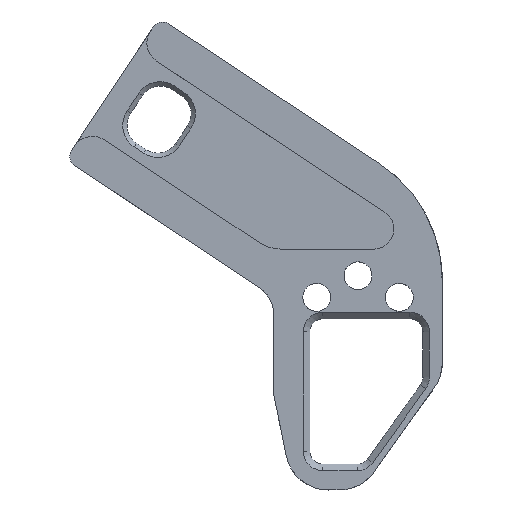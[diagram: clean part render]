
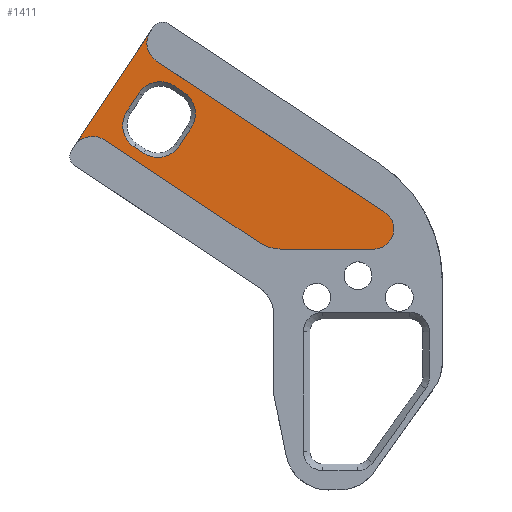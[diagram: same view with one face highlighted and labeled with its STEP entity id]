
A CAD part, top view. The second image highlights one B-rep face of the part: STEP entity #1411.
In plain terms, the highlighted planar face has unit normal (0, 0, 1).
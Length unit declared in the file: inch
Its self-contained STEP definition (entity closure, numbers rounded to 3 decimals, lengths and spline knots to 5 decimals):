
#51=FACE_BOUND('',#234,.T.);
#79=PLANE('',#1561);
#147=FACE_OUTER_BOUND('',#233,.T.);
#233=EDGE_LOOP('',(#1227,#1228,#1229,#1230,#1231,#1232,#1233,#1234));
#234=EDGE_LOOP('',(#1235,#1236,#1237,#1238,#1239,#1240,#1241,#1242));
#344=LINE('',#2479,#467);
#347=LINE('',#2487,#470);
#351=LINE('',#2499,#474);
#354=LINE('',#2508,#477);
#358=LINE('',#2520,#481);
#359=LINE('',#2524,#482);
#360=LINE('',#2528,#483);
#361=LINE('',#2531,#484);
#467=VECTOR('',#1905,0.05);
#470=VECTOR('',#1914,0.026);
#474=VECTOR('',#1926,0.05);
#477=VECTOR('',#1937,0.026);
#481=VECTOR('',#1951,0.21463);
#482=VECTOR('',#1954,0.63664);
#483=VECTOR('',#1957,0.32);
#484=VECTOR('',#1960,0.43178);
#561=CIRCLE('',#1545,0.06);
#562=CIRCLE('',#1548,0.06);
#564=CIRCLE('',#1552,0.06);
#566=CIRCLE('',#1556,0.06);
#567=CIRCLE('',#1562,0.09375);
#568=CIRCLE('',#1563,0.04688);
#569=CIRCLE('',#1564,0.05);
#570=CIRCLE('',#1565,0.05);
#683=VERTEX_POINT('',#2471);
#684=VERTEX_POINT('',#2473);
#685=VERTEX_POINT('',#2477);
#686=VERTEX_POINT('',#2481);
#687=VERTEX_POINT('',#2485);
#688=VERTEX_POINT('',#2489);
#690=VERTEX_POINT('',#2495);
#692=VERTEX_POINT('',#2501);
#694=VERTEX_POINT('',#2516);
#695=VERTEX_POINT('',#2517);
#696=VERTEX_POINT('',#2519);
#697=VERTEX_POINT('',#2521);
#698=VERTEX_POINT('',#2523);
#699=VERTEX_POINT('',#2525);
#700=VERTEX_POINT('',#2527);
#701=VERTEX_POINT('',#2529);
#866=EDGE_CURVE('',#684,#683,#561,.T.);
#868=EDGE_CURVE('',#683,#685,#344,.T.);
#870=EDGE_CURVE('',#685,#686,#562,.T.);
#872=EDGE_CURVE('',#686,#687,#347,.T.);
#875=EDGE_CURVE('',#687,#688,#564,.T.);
#878=EDGE_CURVE('',#688,#690,#351,.T.);
#881=EDGE_CURVE('',#690,#692,#566,.T.);
#883=EDGE_CURVE('',#692,#684,#354,.T.);
#887=EDGE_CURVE('',#694,#695,#567,.T.);
#888=EDGE_CURVE('',#696,#695,#358,.T.);
#889=EDGE_CURVE('',#697,#696,#568,.T.);
#890=EDGE_CURVE('',#698,#697,#359,.T.);
#891=EDGE_CURVE('',#699,#698,#569,.F.);
#892=EDGE_CURVE('',#699,#700,#360,.T.);
#893=EDGE_CURVE('',#701,#700,#570,.F.);
#894=EDGE_CURVE('',#694,#701,#361,.T.);
#1227=ORIENTED_EDGE('',*,*,#887,.T.);
#1228=ORIENTED_EDGE('',*,*,#888,.F.);
#1229=ORIENTED_EDGE('',*,*,#889,.F.);
#1230=ORIENTED_EDGE('',*,*,#890,.F.);
#1231=ORIENTED_EDGE('',*,*,#891,.F.);
#1232=ORIENTED_EDGE('',*,*,#892,.T.);
#1233=ORIENTED_EDGE('',*,*,#893,.F.);
#1234=ORIENTED_EDGE('',*,*,#894,.F.);
#1235=ORIENTED_EDGE('',*,*,#866,.F.);
#1236=ORIENTED_EDGE('',*,*,#883,.F.);
#1237=ORIENTED_EDGE('',*,*,#881,.F.);
#1238=ORIENTED_EDGE('',*,*,#878,.F.);
#1239=ORIENTED_EDGE('',*,*,#875,.F.);
#1240=ORIENTED_EDGE('',*,*,#872,.F.);
#1241=ORIENTED_EDGE('',*,*,#870,.F.);
#1242=ORIENTED_EDGE('',*,*,#868,.F.);
#1411=ADVANCED_FACE('',(#147,#51),#79,.T.);
#1545=AXIS2_PLACEMENT_3D('',#2475,#1900,#1901);
#1548=AXIS2_PLACEMENT_3D('',#2483,#1909,#1910);
#1552=AXIS2_PLACEMENT_3D('',#2493,#1920,#1921);
#1556=AXIS2_PLACEMENT_3D('',#2505,#1932,#1933);
#1561=AXIS2_PLACEMENT_3D('',#2515,#1947,#1948);
#1562=AXIS2_PLACEMENT_3D('',#2518,#1949,#1950);
#1563=AXIS2_PLACEMENT_3D('',#2522,#1952,#1953);
#1564=AXIS2_PLACEMENT_3D('',#2526,#1955,#1956);
#1565=AXIS2_PLACEMENT_3D('',#2530,#1958,#1959);
#1900=DIRECTION('center_axis',(0.,0.,1.));
#1901=DIRECTION('ref_axis',(-0.199,0.98,0.));
#1905=DIRECTION('',(-0.552,-0.834,0.));
#1909=DIRECTION('center_axis',(0.,0.,1.));
#1910=DIRECTION('ref_axis',(-0.98,-0.199,0.));
#1914=DIRECTION('',(0.834,-0.552,0.));
#1920=DIRECTION('center_axis',(0.,0.,1.));
#1921=DIRECTION('ref_axis',(0.199,-0.98,0.));
#1926=DIRECTION('',(0.552,0.834,0.));
#1932=DIRECTION('center_axis',(0.,0.,1.));
#1933=DIRECTION('ref_axis',(0.98,0.199,0.));
#1937=DIRECTION('',(-0.834,0.552,0.));
#1947=DIRECTION('center_axis',(0.,0.,1.));
#1948=DIRECTION('ref_axis',(1.,0.,0.));
#1949=DIRECTION('center_axis',(0.,0.,1.));
#1950=DIRECTION('ref_axis',(-0.288,-0.958,0.));
#1951=DIRECTION('',(-1.,0.,0.));
#1952=DIRECTION('center_axis',(0.,0.,-1.));
#1953=DIRECTION('ref_axis',(1.,0.,0.));
#1954=DIRECTION('',(0.834,-0.552,0.));
#1955=DIRECTION('center_axis',(0.,0.,-1.));
#1956=DIRECTION('ref_axis',(-0.98,-0.199,0.));
#1957=DIRECTION('',(-0.552,-0.834,0.));
#1958=DIRECTION('center_axis',(0.,0.,-1.));
#1959=DIRECTION('ref_axis',(-0.199,0.98,0.));
#1960=DIRECTION('',(-0.834,0.552,0.));
#2471=CARTESIAN_POINT('',(-0.43378,0.67264,0.05));
#2473=CARTESIAN_POINT('',(-0.35063,0.68955,0.05));
#2475=CARTESIAN_POINT('Origin',(-0.38375,0.63952,0.05));
#2477=CARTESIAN_POINT('',(-0.46138,0.63094,0.05));
#2479=CARTESIAN_POINT('',(-0.45086,0.64684,0.05));
#2481=CARTESIAN_POINT('',(-0.44446,0.54779,0.05));
#2483=CARTESIAN_POINT('Origin',(-0.41135,0.59783,0.05));
#2485=CARTESIAN_POINT('',(-0.42278,0.53344,0.05));
#2487=CARTESIAN_POINT('',(-0.17527,0.36962,0.05));
#2489=CARTESIAN_POINT('',(-0.33963,0.55036,0.05));
#2493=CARTESIAN_POINT('Origin',(-0.38967,0.58347,0.05));
#2495=CARTESIAN_POINT('',(-0.31204,0.59205,0.05));
#2499=CARTESIAN_POINT('',(-0.28772,0.6288,0.05));
#2501=CARTESIAN_POINT('',(-0.32895,0.6752,0.05));
#2505=CARTESIAN_POINT('Origin',(-0.36207,0.62517,0.05));
#2508=CARTESIAN_POINT('',(-0.13398,0.54615,0.05));
#2515=CARTESIAN_POINT('Origin',(0.1123,0.35691,0.05));
#2516=CARTESIAN_POINT('',(-0.15407,0.32561,0.05));
#2517=CARTESIAN_POINT('',(-0.10233,0.31003,0.05));
#2518=CARTESIAN_POINT('Origin',(-0.10233,0.40378,0.05));
#2519=CARTESIAN_POINT('',(0.1123,0.31003,0.05));
#2520=CARTESIAN_POINT('',(-0.13054,0.31003,0.05));
#2521=CARTESIAN_POINT('',(0.13818,0.396,0.05));
#2522=CARTESIAN_POINT('Origin',(0.1123,0.35691,0.05));
#2523=CARTESIAN_POINT('',(-0.39271,0.74738,0.05));
#2524=CARTESIAN_POINT('',(-0.10085,0.5542,0.05));
#2525=CARTESIAN_POINT('',(-0.4068,0.81667,0.05));
#2526=CARTESIAN_POINT('Origin',(-0.36511,0.78907,0.05));
#2527=CARTESIAN_POINT('',(-0.58342,0.54983,0.05));
#2528=CARTESIAN_POINT('',(-0.5322,0.62722,0.05));
#2529=CARTESIAN_POINT('',(-0.51413,0.56392,0.05));
#2530=CARTESIAN_POINT('Origin',(-0.54173,0.52223,0.05));
#2531=CARTESIAN_POINT('',(-0.22227,0.37075,0.05));
